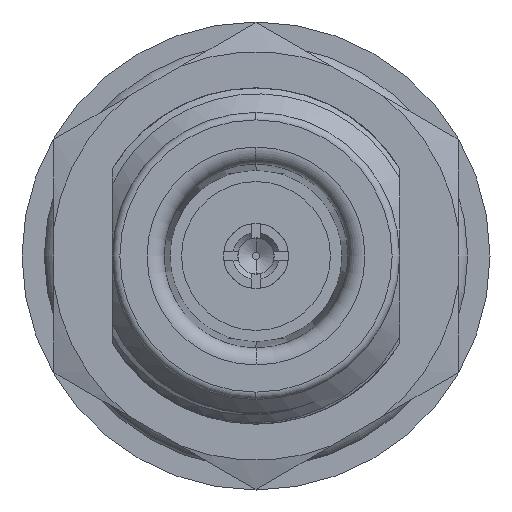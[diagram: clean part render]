
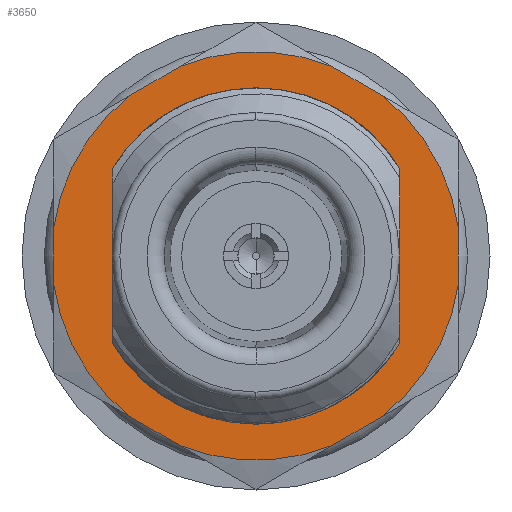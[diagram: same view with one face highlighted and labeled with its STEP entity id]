
A CAD part, left-side view. The second image highlights one B-rep face of the part: STEP entity #3650.
In plain terms, the highlighted planar face has unit normal (-1, 0, 0).
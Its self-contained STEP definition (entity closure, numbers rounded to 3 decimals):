
#338=CARTESIAN_POINT('',(-5.35,0.,0.));
#339=DIRECTION('',(-1.,0.,0.));
#340=DIRECTION('',(0.,0.37,-0.929));
#341=AXIS2_PLACEMENT_3D('',#338,#339,#340);
#355=CARTESIAN_POINT('',(-5.35,3.553,-8.918));
#357=CARTESIAN_POINT('',(-5.35,5.947,-7.536));
#369=CARTESIAN_POINT('',(-5.35,9.5,-1.382));
#371=CARTESIAN_POINT('',(-5.35,9.5,1.382));
#383=CARTESIAN_POINT('',(-5.35,5.947,7.536));
#385=CARTESIAN_POINT('',(-5.35,3.553,8.918));
#399=CARTESIAN_POINT('',(-5.35,0.,0.));
#400=DIRECTION('',(-1.,0.,0.));
#401=DIRECTION('',(0.,-0.37,0.929));
#402=AXIS2_PLACEMENT_3D('',#399,#400,#401);
#404=DIRECTION('',(0.,0.866,0.5));
#405=VECTOR('',#404,2.764);
#406=CARTESIAN_POINT('',(-5.35,3.553,-8.918));
#407=LINE('',#406,#405);
#408=CARTESIAN_POINT('',(-5.35,0.,0.));
#409=DIRECTION('',(1.,0.,0.));
#410=DIRECTION('',(0.,0.619,-0.785));
#411=AXIS2_PLACEMENT_3D('',#408,#409,#410);
#413=DIRECTION('',(0.,0.,-1.));
#414=VECTOR('',#413,2.764);
#415=CARTESIAN_POINT('',(-5.35,9.5,1.382));
#416=LINE('',#415,#414);
#417=CARTESIAN_POINT('',(-5.35,0.,0.));
#418=DIRECTION('',(1.,0.,0.));
#419=DIRECTION('',(0.,0.99,0.144));
#420=AXIS2_PLACEMENT_3D('',#417,#418,#419);
#422=DIRECTION('',(0.,0.866,-0.5));
#423=VECTOR('',#422,2.764);
#424=CARTESIAN_POINT('',(-5.35,3.553,8.918));
#425=LINE('',#424,#423);
#426=DIRECTION('',(0.,-0.866,-0.5));
#427=VECTOR('',#426,2.764);
#428=CARTESIAN_POINT('',(-5.35,-3.553,8.918));
#429=LINE('',#428,#427);
#430=CARTESIAN_POINT('',(-5.35,0.,0.));
#431=DIRECTION('',(-1.,0.,0.));
#432=DIRECTION('',(0.,-0.99,0.144));
#433=AXIS2_PLACEMENT_3D('',#430,#431,#432);
#435=DIRECTION('',(0.,0.,1.));
#436=VECTOR('',#435,2.764);
#437=CARTESIAN_POINT('',(-5.35,-9.5,-1.382));
#438=LINE('',#437,#436);
#439=CARTESIAN_POINT('',(-5.35,0.,0.));
#440=DIRECTION('',(-1.,0.,0.));
#441=DIRECTION('',(0.,-0.619,-0.785));
#442=AXIS2_PLACEMENT_3D('',#439,#440,#441);
#444=DIRECTION('',(0.,-0.866,0.5));
#445=VECTOR('',#444,2.764);
#446=CARTESIAN_POINT('',(-5.35,-3.553,-8.918));
#447=LINE('',#446,#445);
#448=DIRECTION('',(0.,0.,-1.));
#449=VECTOR('',#448,8.209);
#450=CARTESIAN_POINT('',(-5.35,-6.75,4.105));
#451=LINE('',#450,#449);
#452=DIRECTION('',(0.,0.,1.));
#453=VECTOR('',#452,8.209);
#454=CARTESIAN_POINT('',(-5.35,6.75,-4.105));
#455=LINE('',#454,#453);
#477=CARTESIAN_POINT('',(-5.35,0.,-7.9));
#483=CARTESIAN_POINT('',(-5.35,0.,0.));
#484=DIRECTION('',(1.,0.,0.));
#485=DIRECTION('',(0.,-0.854,-0.52));
#486=AXIS2_PLACEMENT_3D('',#483,#484,#485);
#524=CARTESIAN_POINT('',(-5.35,0.,0.));
#525=DIRECTION('',(1.,0.,0.));
#526=DIRECTION('',(0.,0.,-1.));
#527=AXIS2_PLACEMENT_3D('',#524,#525,#526);
#806=CARTESIAN_POINT('',(-5.35,0.,0.));
#807=DIRECTION('',(1.,0.,0.));
#808=DIRECTION('',(0.,0.854,0.52));
#809=AXIS2_PLACEMENT_3D('',#806,#807,#808);
#2749=VERTEX_POINT('',#477);
#2934=VERTEX_POINT('',#355);
#2935=VERTEX_POINT('',#357);
#2937=VERTEX_POINT('',#369);
#2938=VERTEX_POINT('',#371);
#2940=VERTEX_POINT('',#383);
#2941=VERTEX_POINT('',#385);
#2943=CARTESIAN_POINT('',(-5.35,-3.553,8.918));
#2944=CARTESIAN_POINT('',(-5.35,-5.947,7.536));
#2945=VERTEX_POINT('',#2943);
#2946=VERTEX_POINT('',#2944);
#2947=CARTESIAN_POINT('',(-5.35,-9.5,-1.382));
#2948=CARTESIAN_POINT('',(-5.35,-9.5,1.382));
#2949=VERTEX_POINT('',#2947);
#2950=VERTEX_POINT('',#2948);
#2951=CARTESIAN_POINT('',(-5.35,-3.553,-8.918));
#2952=CARTESIAN_POINT('',(-5.35,-5.947,-7.536));
#2953=VERTEX_POINT('',#2951);
#2954=VERTEX_POINT('',#2952);
#2959=CARTESIAN_POINT('',(-5.35,-6.75,4.105));
#2960=CARTESIAN_POINT('',(-5.35,-6.75,-4.105));
#2961=VERTEX_POINT('',#2959);
#2962=VERTEX_POINT('',#2960);
#2963=CARTESIAN_POINT('',(-5.35,6.75,-4.105));
#2964=CARTESIAN_POINT('',(-5.35,6.75,4.105));
#2965=VERTEX_POINT('',#2963);
#2966=VERTEX_POINT('',#2964);
#3616=CARTESIAN_POINT('',(-5.35,0.,0.));
#3617=DIRECTION('',(1.,0.,0.));
#3618=DIRECTION('',(0.,0.,1.));
#3619=AXIS2_PLACEMENT_3D('',#3616,#3617,#3618);
#3620=PLANE('',#3619);
#3621=ORIENTED_EDGE('',*,*,#3411,.T.);
#3622=ORIENTED_EDGE('',*,*,#3583,.T.);
#3624=ORIENTED_EDGE('',*,*,#3623,.F.);
#3625=ORIENTED_EDGE('',*,*,#3597,.T.);
#3627=ORIENTED_EDGE('',*,*,#3626,.F.);
#3628=ORIENTED_EDGE('',*,*,#3611,.F.);
#3630=ORIENTED_EDGE('',*,*,#3629,.T.);
#3631=ORIENTED_EDGE('',*,*,#3558,.F.);
#3632=ORIENTED_EDGE('',*,*,#3509,.F.);
#3633=ORIENTED_EDGE('',*,*,#3545,.F.);
#3634=ORIENTED_EDGE('',*,*,#3529,.F.);
#3635=ORIENTED_EDGE('',*,*,#3568,.F.);
#3636=EDGE_LOOP('',(#3621,#3622,#3624,#3625,#3627,#3628,#3630,#3631,#3632,#3633,
#3634,#3635));
#3637=FACE_OUTER_BOUND('',#3636,.F.);
#3639=ORIENTED_EDGE('',*,*,#3638,.F.);
#3641=ORIENTED_EDGE('',*,*,#3640,.F.);
#3643=ORIENTED_EDGE('',*,*,#3642,.F.);
#3645=ORIENTED_EDGE('',*,*,#3644,.F.);
#3647=ORIENTED_EDGE('',*,*,#3646,.F.);
#3648=EDGE_LOOP('',(#3639,#3641,#3643,#3645,#3647));
#3649=FACE_BOUND('',#3648,.F.);
#342=CIRCLE('',#341,9.6);
#403=CIRCLE('',#402,9.6);
#412=CIRCLE('',#411,9.6);
#421=CIRCLE('',#420,9.6);
#434=CIRCLE('',#433,9.6);
#443=CIRCLE('',#442,9.6);
#487=CIRCLE('',#486,7.9);
#528=CIRCLE('',#527,7.9);
#810=CIRCLE('',#809,7.9);
#3411=EDGE_CURVE('',#2934,#2935,#407,.T.);
#3509=EDGE_CURVE('',#2949,#2950,#438,.T.);
#3529=EDGE_CURVE('',#2953,#2954,#447,.T.);
#3545=EDGE_CURVE('',#2954,#2949,#443,.T.);
#3558=EDGE_CURVE('',#2950,#2946,#434,.T.);
#3568=EDGE_CURVE('',#2934,#2953,#342,.T.);
#3583=EDGE_CURVE('',#2935,#2937,#412,.T.);
#3597=EDGE_CURVE('',#2938,#2940,#421,.T.);
#3611=EDGE_CURVE('',#2945,#2941,#403,.T.);
#3623=EDGE_CURVE('',#2938,#2937,#416,.T.);
#3626=EDGE_CURVE('',#2941,#2940,#425,.T.);
#3629=EDGE_CURVE('',#2945,#2946,#429,.T.);
#3638=EDGE_CURVE('',#2962,#2749,#487,.T.);
#3640=EDGE_CURVE('',#2961,#2962,#451,.T.);
#3642=EDGE_CURVE('',#2966,#2961,#810,.T.);
#3644=EDGE_CURVE('',#2965,#2966,#455,.T.);
#3646=EDGE_CURVE('',#2749,#2965,#528,.T.);
#3650=ADVANCED_FACE('',(#3637,#3649),#3620,.F.);
